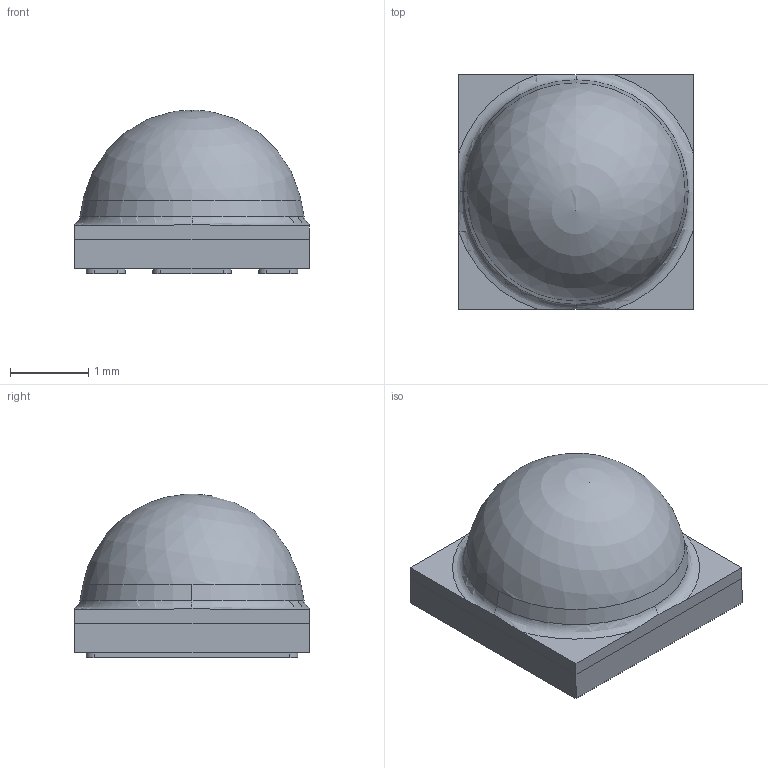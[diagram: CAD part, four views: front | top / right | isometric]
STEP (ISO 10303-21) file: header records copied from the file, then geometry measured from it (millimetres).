
FILE_DESCRIPTION (( 'STEP AP203' ), '1' );
FILE_NAME ('GW_CSSRM2_20151101_geometry.STEP', '2015-11-02T07:58:05', ( 'PENDW7ESSL' ), ( '' ), 'SwSTEP 2.0', 'SolidWorks 2012', '' );
FILE_SCHEMA (( 'CONFIG_CONTROL_DESIGN' ));
Length unit declared in the file: inch
Products named in the file (1): GW_CSSRM2_20151101_geometry
Bounding box: 3 x 3 x 2.09 mm (x, y, z)
Volume: 11.7 mm3; surface area: 32.1 mm2
Topology: 1 solids, 1 shells, 51 faces, 136 edges, 89 vertices
Faces by surface type: plane 29, cylinder 16, torus 3, cone 2, sphere 1
Entity records: 1666 total; most frequent: CARTESIAN_POINT 310, DIRECTION 269, ORIENTED_EDGE 266, EDGE_CURVE 133, AXIS2_PLACEMENT_3D 94, VERTEX_POINT 87, LINE 81, VECTOR 81
